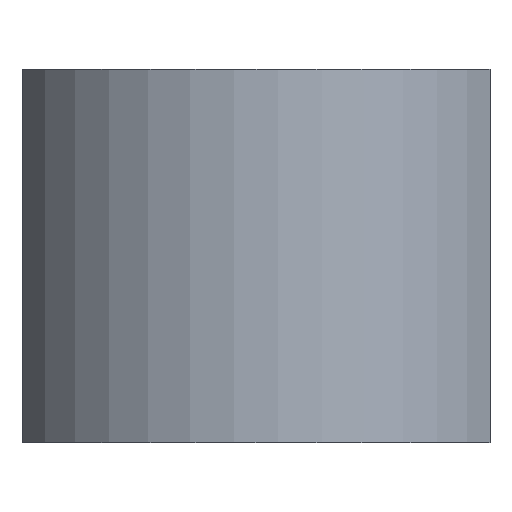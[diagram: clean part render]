
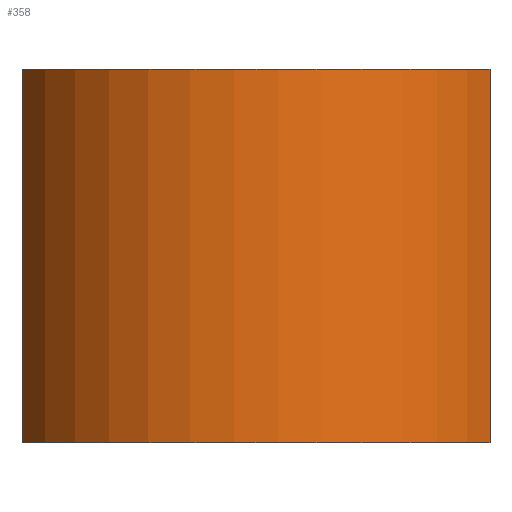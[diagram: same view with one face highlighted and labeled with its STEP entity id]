
A CAD part, front view. The second image highlights one B-rep face of the part: STEP entity #358.
In plain terms, the highlighted cylindrical face has radius 70 mm (diameter 140 mm), a partial arc.
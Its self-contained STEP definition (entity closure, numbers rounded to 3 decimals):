
#56=CARTESIAN_POINT('Axis2P3D Location',(0.,0.,-20.)) ;
#60=CARTESIAN_POINT('Vertex',(62.6,-31.325,-20.)) ;
#62=CARTESIAN_POINT('Vertex',(-62.6,-31.325,-20.)) ;
#198=CARTESIAN_POINT('Vertex',(-62.6,-31.325,80.)) ;
#201=CARTESIAN_POINT('Axis2P3D Location',(0.,0.,80.)) ;
#205=CARTESIAN_POINT('Vertex',(62.6,-31.325,80.)) ;
#294=CARTESIAN_POINT('Line Origine',(62.6,-31.325,30.)) ;
#342=CARTESIAN_POINT('Axis2P3D Location',(0.,0.,-10.)) ;
#347=CARTESIAN_POINT('Line Origine',(-62.6,-31.325,-10.)) ;
#57=DIRECTION('Axis2P3D Direction',(0.,0.,-1.)) ;
#202=DIRECTION('Axis2P3D Direction',(0.,0.,1.)) ;
#295=DIRECTION('Vector Direction',(0.,0.,1.)) ;
#343=DIRECTION('Axis2P3D Direction',(0.,0.,-1.)) ;
#344=DIRECTION('Axis2P3D XDirection',(0.894,-0.447,0.)) ;
#348=DIRECTION('Vector Direction',(0.,0.,-1.)) ;
#58=AXIS2_PLACEMENT_3D('Circle Axis2P3D',#56,#57,$) ;
#203=AXIS2_PLACEMENT_3D('Circle Axis2P3D',#201,#202,$) ;
#345=AXIS2_PLACEMENT_3D('Cylinder Axis2P3D',#342,#343,#344) ;
#353=ORIENTED_EDGE('',*,*,#298,.T.) ;
#354=ORIENTED_EDGE('',*,*,#207,.F.) ;
#355=ORIENTED_EDGE('',*,*,#351,.F.) ;
#356=ORIENTED_EDGE('',*,*,#64,.F.) ;
#296=VECTOR('Line Direction',#295,1.) ;
#349=VECTOR('Line Direction',#348,1.) ;
#358=ADVANCED_FACE('Corps principal',(#357),#346,.T.) ;
#59=CIRCLE('generated circle',#58,70.) ;
#204=CIRCLE('generated circle',#203,70.) ;
#346=CYLINDRICAL_SURFACE('generated cylinder',#345,70.) ;
#64=EDGE_CURVE('',#61,#63,#59,.T.) ;
#207=EDGE_CURVE('',#199,#206,#204,.T.) ;
#298=EDGE_CURVE('',#61,#206,#297,.T.) ;
#351=EDGE_CURVE('',#63,#199,#350,.F.) ;
#352=EDGE_LOOP('',(#353,#354,#355,#356)) ;
#357=FACE_OUTER_BOUND('',#352,.T.) ;
#297=LINE('Line',#294,#296) ;
#350=LINE('Line',#347,#349) ;
#61=VERTEX_POINT('',#60) ;
#63=VERTEX_POINT('',#62) ;
#199=VERTEX_POINT('',#198) ;
#206=VERTEX_POINT('',#205) ;
